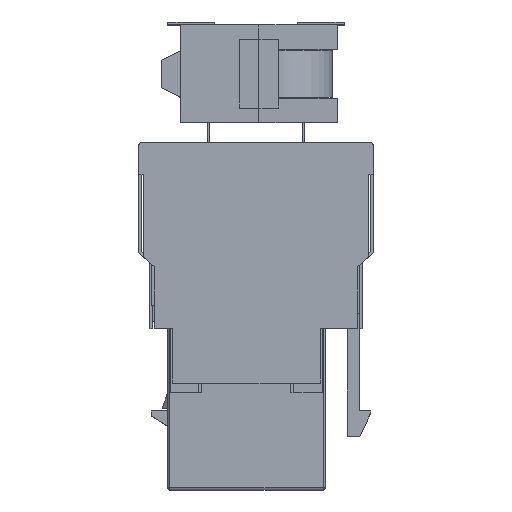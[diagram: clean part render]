
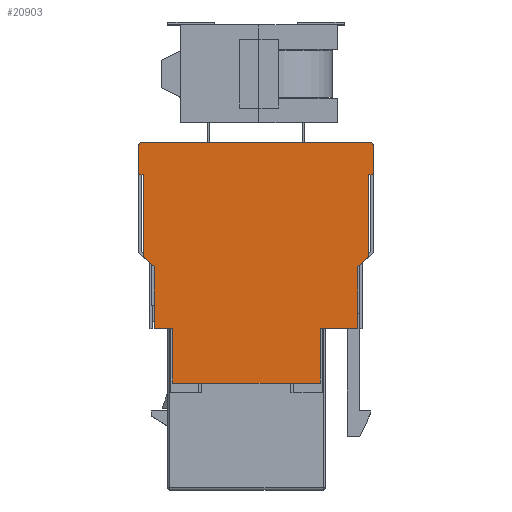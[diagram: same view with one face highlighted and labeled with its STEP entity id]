
A CAD part, top view. The second image highlights one B-rep face of the part: STEP entity #20903.
In plain terms, the highlighted planar face has unit normal (0, 0, 1).
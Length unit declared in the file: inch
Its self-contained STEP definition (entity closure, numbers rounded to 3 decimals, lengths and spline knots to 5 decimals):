
#197 = EDGE_CURVE ( 'NONE', #65699, #49702, #7456, .T. ) ;
#744 = DIRECTION ( 'NONE',  ( 0., -1., 0. ) ) ;
#1273 = DIRECTION ( 'NONE',  ( 1., 0., 0. ) ) ;
#1379 = ORIENTED_EDGE ( 'NONE', *, *, #66248, .T. ) ;
#3188 = ORIENTED_EDGE ( 'NONE', *, *, #42832, .T. ) ;
#3643 = CARTESIAN_POINT ( 'NONE',  ( -3.49018, 0.85716, 1.52362 ) ) ;
#4276 = CARTESIAN_POINT ( 'NONE',  ( -3.64041, -0.00234, 1.52362 ) ) ;
#4362 = DIRECTION ( 'NONE',  ( 0., 0., 1. ) ) ;
#4739 = VERTEX_POINT ( 'NONE', #48427 ) ;
#4750 = ORIENTED_EDGE ( 'NONE', *, *, #21207, .T. ) ;
#5001 = DIRECTION ( 'NONE',  ( 0.741, 0.671, 0. ) ) ;
#5427 = LINE ( 'NONE', #20202, #47102 ) ;
#5495 = EDGE_CURVE ( 'NONE', #62752, #45537, #63322, .T. ) ;
#5520 = CARTESIAN_POINT ( 'NONE',  ( -4.35143, -0.00234, 1.52362 ) ) ;
#5672 = EDGE_CURVE ( 'NONE', #56236, #11884, #24879, .T. ) ;
#5950 = AXIS2_PLACEMENT_3D ( 'NONE', #46189, #31092, #67043 ) ;
#6437 = EDGE_CURVE ( 'NONE', #37746, #15452, #38729, .T. ) ;
#6869 = DIRECTION ( 'NONE',  ( 0., 0., -1. ) ) ;
#7456 = LINE ( 'NONE', #28375, #17396 ) ;
#7494 = CARTESIAN_POINT ( 'NONE',  ( -4.23371, 0.61024, 1.52362 ) ) ;
#7547 = DIRECTION ( 'NONE',  ( -1., 0., 0. ) ) ;
#7946 = CARTESIAN_POINT ( 'NONE',  ( -4.30717, 0.61024, 1.52362 ) ) ;
#9190 = EDGE_CURVE ( 'NONE', #62227, #50832, #20407, .T. ) ;
#9635 = CARTESIAN_POINT ( 'NONE',  ( -3.64041, 0.38976, 1.52362 ) ) ;
#9888 = CARTESIAN_POINT ( 'NONE',  ( -3.42623, 1.34252, 1.52362 ) ) ;
#10698 = DIRECTION ( 'NONE',  ( 0., -1., 0. ) ) ;
#10960 = CARTESIAN_POINT ( 'NONE',  ( -4.37112, -0.00234, 1.52362 ) ) ;
#11884 = VERTEX_POINT ( 'NONE', #16123 ) ;
#11995 = VECTOR ( 'NONE', #41014, 39.37008 ) ;
#13217 = VERTEX_POINT ( 'NONE', #42321 ) ;
#15323 = CARTESIAN_POINT ( 'NONE',  ( -4.35537, 1.35827, 1.52362 ) ) ;
#15452 = VERTEX_POINT ( 'NONE', #67644 ) ;
#15681 = PLANE ( 'NONE',  #59149 ) ;
#16123 = CARTESIAN_POINT ( 'NONE',  ( -3.44592, 0.89726, 1.52362 ) ) ;
#16715 = EDGE_CURVE ( 'NONE', #4739, #47631, #23649, .T. ) ;
#17160 = VERTEX_POINT ( 'NONE', #47555 ) ;
#17183 = CIRCLE ( 'NONE', #19374, 0.01575 ) ;
#17396 = VECTOR ( 'NONE', #54738, 39.37008 ) ;
#17542 = EDGE_CURVE ( 'NONE', #28223, #31655, #34727, .T. ) ;
#17843 = VECTOR ( 'NONE', #5001, 39.37008 ) ;
#18324 = CARTESIAN_POINT ( 'NONE',  ( -3.49018, -0.00234, 1.52362 ) ) ;
#18607 = CARTESIAN_POINT ( 'NONE',  ( -3.63647, 1.35827, 1.52362 ) ) ;
#19374 = AXIS2_PLACEMENT_3D ( 'NONE', #32934, #6869, #7547 ) ;
#20202 = CARTESIAN_POINT ( 'NONE',  ( -3.44592, -0.00234, 1.52362 ) ) ;
#20407 = LINE ( 'NONE', #36868, #11995 ) ;
#20419 = DIRECTION ( 'NONE',  ( 1., 0., 0. ) ) ;
#20892 = VECTOR ( 'NONE', #36507, 39.37008 ) ;
#20903 = ADVANCED_FACE ( 'NONE', ( #45881 ), #15681, .T. ) ;
#21057 = DIRECTION ( 'NONE',  ( 0., 1., 0. ) ) ;
#21207 = EDGE_CURVE ( 'NONE', #17160, #46811, #41638, .T. ) ;
#22146 = EDGE_LOOP ( 'NONE', ( #40547, #49562, #40623, #4750, #1379, #42303, #47466, #49772, #29793, #52102, #3188, #29451, #44659, #52580, #61152, #58818, #49618, #25583 ) ) ;
#22869 = VECTOR ( 'NONE', #10698, 39.37008 ) ;
#23649 = LINE ( 'NONE', #65789, #58421 ) ;
#24255 = VECTOR ( 'NONE', #60102, 39.37008 ) ;
#24782 = EDGE_CURVE ( 'NONE', #11884, #17160, #5427, .T. ) ;
#24879 = LINE ( 'NONE', #3643, #17843 ) ;
#25109 = CARTESIAN_POINT ( 'NONE',  ( -4.37112, 1.34252, 1.52362 ) ) ;
#25257 = DIRECTION ( 'NONE',  ( 1., 0., 0. ) ) ;
#25583 = ORIENTED_EDGE ( 'NONE', *, *, #16715, .T. ) ;
#26214 = EDGE_CURVE ( 'NONE', #50832, #4739, #56727, .T. ) ;
#28223 = VERTEX_POINT ( 'NONE', #44161 ) ;
#28375 = CARTESIAN_POINT ( 'NONE',  ( -4.35143, 0.89726, 1.52362 ) ) ;
#28993 = VECTOR ( 'NONE', #33729, 39.37008 ) ;
#29451 = ORIENTED_EDGE ( 'NONE', *, *, #197, .T. ) ;
#29588 = CARTESIAN_POINT ( 'NONE',  ( -4.30717, 0.85716, 1.52362 ) ) ;
#29793 = ORIENTED_EDGE ( 'NONE', *, *, #6437, .T. ) ;
#30384 = CARTESIAN_POINT ( 'NONE',  ( -3.63647, 1.22835, 1.52362 ) ) ;
#30615 = EDGE_CURVE ( 'NONE', #28223, #64593, #35513, .T. ) ;
#31092 = DIRECTION ( 'NONE',  ( 0., 0., -1. ) ) ;
#31340 = VECTOR ( 'NONE', #40996, 39.37008 ) ;
#31655 = VERTEX_POINT ( 'NONE', #15323 ) ;
#32934 = CARTESIAN_POINT ( 'NONE',  ( -4.35537, 1.34252, 1.52362 ) ) ;
#33465 = CARTESIAN_POINT ( 'NONE',  ( -3.49018, 0.85716, 1.52362 ) ) ;
#33729 = DIRECTION ( 'NONE',  ( -1., 0., 0. ) ) ;
#34119 = CARTESIAN_POINT ( 'NONE',  ( -3.42623, -0.00234, 1.52362 ) ) ;
#34628 = DIRECTION ( 'NONE',  ( 1., 0., 0. ) ) ;
#34727 = LINE ( 'NONE', #18607, #28993 ) ;
#35430 = EDGE_CURVE ( 'NONE', #15452, #13217, #66669, .T. ) ;
#35513 = CIRCLE ( 'NONE', #5950, 0.01575 ) ;
#36468 = VECTOR ( 'NONE', #1273, 39.37008 ) ;
#36507 = DIRECTION ( 'NONE',  ( 1., 0., 0. ) ) ;
#36868 = CARTESIAN_POINT ( 'NONE',  ( -3.63647, 0.38976, 1.52362 ) ) ;
#37746 = VERTEX_POINT ( 'NONE', #25109 ) ;
#38729 = LINE ( 'NONE', #10960, #41359 ) ;
#40547 = ORIENTED_EDGE ( 'NONE', *, *, #48165, .T. ) ;
#40623 = ORIENTED_EDGE ( 'NONE', *, *, #24782, .T. ) ;
#40754 = VECTOR ( 'NONE', #21057, 39.37008 ) ;
#40901 = CARTESIAN_POINT ( 'NONE',  ( -4.35143, 0.89726, 1.52362 ) ) ;
#40996 = DIRECTION ( 'NONE',  ( 0., 1., 0. ) ) ;
#41014 = DIRECTION ( 'NONE',  ( 1., 0., 0. ) ) ;
#41359 = VECTOR ( 'NONE', #49003, 39.37008 ) ;
#41638 = LINE ( 'NONE', #51221, #20892 ) ;
#42152 = DIRECTION ( 'NONE',  ( 0., 1., 0. ) ) ;
#42303 = ORIENTED_EDGE ( 'NONE', *, *, #30615, .F. ) ;
#42321 = CARTESIAN_POINT ( 'NONE',  ( -4.35143, 1.22835, 1.52362 ) ) ;
#42628 = VECTOR ( 'NONE', #67812, 39.37008 ) ;
#42832 = EDGE_CURVE ( 'NONE', #13217, #65699, #63116, .T. ) ;
#42863 = EDGE_CURVE ( 'NONE', #49702, #62752, #63434, .T. ) ;
#43189 = EDGE_CURVE ( 'NONE', #45537, #62227, #46628, .T. ) ;
#44161 = CARTESIAN_POINT ( 'NONE',  ( -3.44198, 1.35827, 1.52362 ) ) ;
#44659 = ORIENTED_EDGE ( 'NONE', *, *, #42863, .T. ) ;
#45537 = VERTEX_POINT ( 'NONE', #7494 ) ;
#45849 = VECTOR ( 'NONE', #744, 39.37008 ) ;
#45881 = FACE_OUTER_BOUND ( 'NONE', #22146, .T. ) ;
#46189 = CARTESIAN_POINT ( 'NONE',  ( -3.44198, 1.34252, 1.52362 ) ) ;
#46255 = CARTESIAN_POINT ( 'NONE',  ( -4.23371, 0.38976, 1.52362 ) ) ;
#46628 = LINE ( 'NONE', #62350, #42628 ) ;
#46811 = VERTEX_POINT ( 'NONE', #62636 ) ;
#47102 = VECTOR ( 'NONE', #42152, 39.37008 ) ;
#47466 = ORIENTED_EDGE ( 'NONE', *, *, #17542, .T. ) ;
#47555 = CARTESIAN_POINT ( 'NONE',  ( -3.44592, 1.22835, 1.52362 ) ) ;
#47631 = VERTEX_POINT ( 'NONE', #65501 ) ;
#48040 = CARTESIAN_POINT ( 'NONE',  ( -4.30717, -0.00234, 1.52362 ) ) ;
#48165 = EDGE_CURVE ( 'NONE', #47631, #56236, #65285, .T. ) ;
#48427 = CARTESIAN_POINT ( 'NONE',  ( -3.64041, 0.61024, 1.52362 ) ) ;
#49003 = DIRECTION ( 'NONE',  ( 0., -1., 0. ) ) ;
#49562 = ORIENTED_EDGE ( 'NONE', *, *, #5672, .T. ) ;
#49618 = ORIENTED_EDGE ( 'NONE', *, *, #26214, .T. ) ;
#49702 = VERTEX_POINT ( 'NONE', #29588 ) ;
#49772 = ORIENTED_EDGE ( 'NONE', *, *, #55569, .F. ) ;
#49894 = LINE ( 'NONE', #34119, #31340 ) ;
#50832 = VERTEX_POINT ( 'NONE', #9635 ) ;
#51221 = CARTESIAN_POINT ( 'NONE',  ( -3.63647, 1.22835, 1.52362 ) ) ;
#51335 = CARTESIAN_POINT ( 'NONE',  ( -3.63647, -0.00234, 1.52362 ) ) ;
#52102 = ORIENTED_EDGE ( 'NONE', *, *, #35430, .T. ) ;
#52580 = ORIENTED_EDGE ( 'NONE', *, *, #5495, .T. ) ;
#52702 = CARTESIAN_POINT ( 'NONE',  ( -3.63647, 0.61024, 1.52362 ) ) ;
#54738 = DIRECTION ( 'NONE',  ( 0.741, -0.671, 0. ) ) ;
#55569 = EDGE_CURVE ( 'NONE', #37746, #31655, #17183, .T. ) ;
#56236 = VERTEX_POINT ( 'NONE', #33465 ) ;
#56727 = LINE ( 'NONE', #4276, #40754 ) ;
#58421 = VECTOR ( 'NONE', #34628, 39.37008 ) ;
#58818 = ORIENTED_EDGE ( 'NONE', *, *, #9190, .T. ) ;
#59149 = AXIS2_PLACEMENT_3D ( 'NONE', #51335, #4362, #25257 ) ;
#60102 = DIRECTION ( 'NONE',  ( 0., 1., 0. ) ) ;
#61152 = ORIENTED_EDGE ( 'NONE', *, *, #43189, .T. ) ;
#62227 = VERTEX_POINT ( 'NONE', #46255 ) ;
#62350 = CARTESIAN_POINT ( 'NONE',  ( -4.23371, -0.00234, 1.52362 ) ) ;
#62636 = CARTESIAN_POINT ( 'NONE',  ( -3.42623, 1.22835, 1.52362 ) ) ;
#62752 = VERTEX_POINT ( 'NONE', #7946 ) ;
#63116 = LINE ( 'NONE', #5520, #22869 ) ;
#63322 = LINE ( 'NONE', #52702, #36468 ) ;
#63434 = LINE ( 'NONE', #48040, #45849 ) ;
#64593 = VERTEX_POINT ( 'NONE', #9888 ) ;
#65285 = LINE ( 'NONE', #18324, #24255 ) ;
#65501 = CARTESIAN_POINT ( 'NONE',  ( -3.49018, 0.61024, 1.52362 ) ) ;
#65699 = VERTEX_POINT ( 'NONE', #40901 ) ;
#65789 = CARTESIAN_POINT ( 'NONE',  ( -3.63647, 0.61024, 1.52362 ) ) ;
#66248 = EDGE_CURVE ( 'NONE', #46811, #64593, #49894, .T. ) ;
#66669 = LINE ( 'NONE', #30384, #67195 ) ;
#67043 = DIRECTION ( 'NONE',  ( -1., 0., 0. ) ) ;
#67195 = VECTOR ( 'NONE', #20419, 39.37008 ) ;
#67644 = CARTESIAN_POINT ( 'NONE',  ( -4.37112, 1.22835, 1.52362 ) ) ;
#67812 = DIRECTION ( 'NONE',  ( 0., -1., 0. ) ) ;
